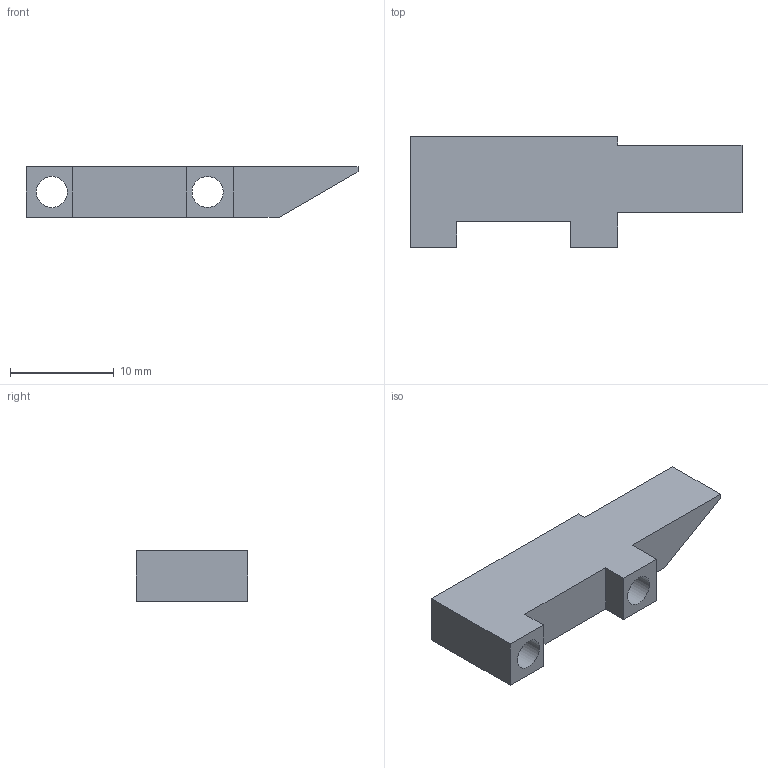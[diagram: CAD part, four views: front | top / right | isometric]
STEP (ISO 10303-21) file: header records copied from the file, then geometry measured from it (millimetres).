
FILE_DESCRIPTION(/* description */ ('Alibre Inc.'),/* implementation_level */ '2;1');
FILE_NAME(/* name */ 'export0',/* time_stamp */ '2015-07-11T14:24:01+12:00',/* author */ (''),/* organization */ (''),/* preprocessor_version */ 'ST-DEVELOPER v14',/* originating_system */ 'Alibre',/* authorisation */ '');
FILE_SCHEMA (('CONFIG_CONTROL_DESIGN'));
Length unit declared in the file: centimetre
Products named in the file (1): ID_1
Bounding box: 32 x 10.7 x 4.88 mm (x, y, z)
Volume: 967.3 mm3; surface area: 1124.7 mm2
Topology: 1 solids, 1 shells, 19 faces, 48 edges, 32 vertices
Faces by surface type: plane 16, cylinder 3
Full cylindrical faces by diameter (mm): 3 x2, 7.25 x1
Entity records: 630 total; most frequent: CARTESIAN_POINT 96, ORIENTED_EDGE 90, DIRECTION 73, EDGE_CURVE 45, VECTOR 39, LINE 39, VERTEX_POINT 32, EDGE_LOOP 27
